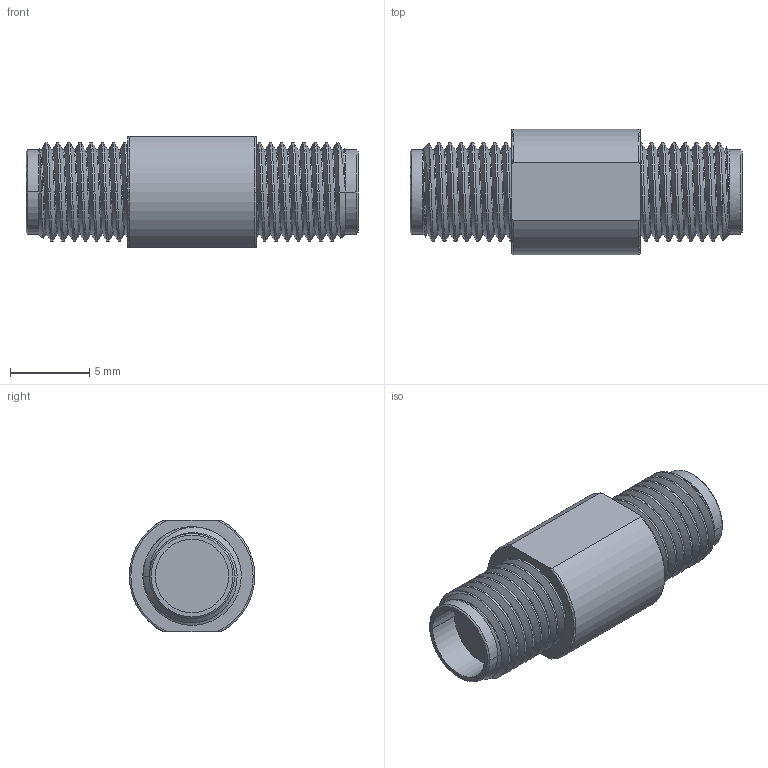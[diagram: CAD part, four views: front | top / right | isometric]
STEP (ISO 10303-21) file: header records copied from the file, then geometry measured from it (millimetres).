
FILE_DESCRIPTION (( 'STEP AP214' ), '1' );
FILE_NAME ('FMAD1613_3D.step', '2023-03-14T01:54:17', ( '' ), ( '' ), 'SwSTEP 2.0', 'SolidWorks 2022', '' );
FILE_SCHEMA (( 'AUTOMOTIVE_DESIGN' ));
Length unit declared in the file: inch
Products named in the file (3): FMAD1613_3D; ADS-PC8PC8-LC-1-BODY^FMAD1613; ADS-185-3-185-8-10^FMAD1613
Assembly tree (3 placements, depth 2):
  FMAD1613_3D
    ADS-185-3-185-8-10^FMAD1613
    ADS-PC8PC8-LC-1-BODY^FMAD1613  x2
Bounding box: 20.9 x 7.9 x 7 mm (x, y, z)
Volume: 635.1 mm3; surface area: 1103.1 mm2
Topology: 3 solids, 3 shells, 111 faces, 285 edges, 182 vertices
Faces by surface type: cylinder 63, cone 24, plane 12, torus 6, bspline 6
Entity records: 3729 total; most frequent: CARTESIAN_POINT 2214, ORIENTED_EDGE 324, DIRECTION 273, EDGE_CURVE 162, AXIS2_PLACEMENT_3D 110, VERTEX_POINT 104, EDGE_LOOP 66, ADVANCED_FACE 63
